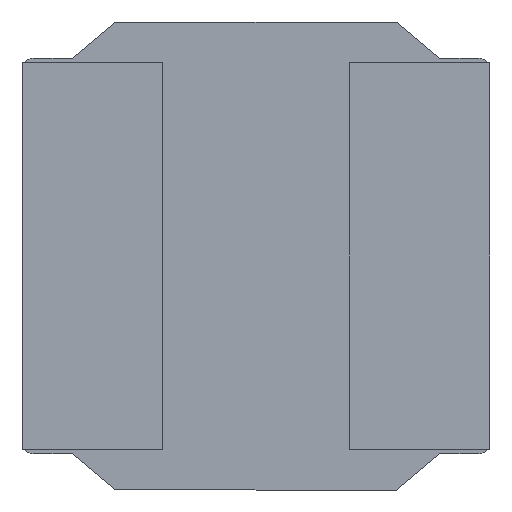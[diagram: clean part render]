
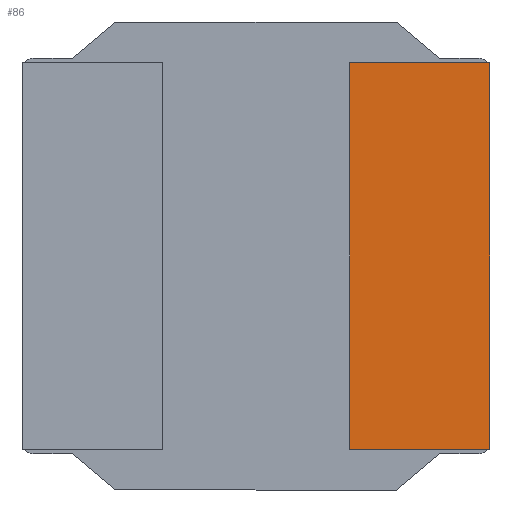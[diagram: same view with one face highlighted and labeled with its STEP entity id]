
A CAD part, front view. The second image highlights one B-rep face of the part: STEP entity #86.
In plain terms, the highlighted planar face has unit normal (0, -1, 0).
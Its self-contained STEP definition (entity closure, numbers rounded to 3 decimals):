
#3 = EDGE_CURVE ( 'NONE', #1683, #1862, #2820, .T. ) ;
#26 = CARTESIAN_POINT ( 'NONE',  ( 0.888, -0.01, 1.65 ) ) ;
#46 = LINE ( 'NONE', #513, #1710 ) ;
#86 = ADVANCED_FACE ( 'NONE', ( #143 ), #2758, .T. ) ;
#95 = VERTEX_POINT ( 'NONE', #1686 ) ;
#143 = FACE_OUTER_BOUND ( 'NONE', #1404, .T. ) ;
#163 = CARTESIAN_POINT ( 'NONE',  ( 2.088, -0.01, 1.65 ) ) ;
#330 = CARTESIAN_POINT ( 'NONE',  ( 0., -0.01, 0. ) ) ;
#453 = AXIS2_PLACEMENT_3D ( 'NONE', #330, #2576, #1486 ) ;
#513 = CARTESIAN_POINT ( 'NONE',  ( 2.088, -0.01, -1.65 ) ) ;
#553 = CARTESIAN_POINT ( 'NONE',  ( 2.088, -0.01, -1.65 ) ) ;
#707 = CARTESIAN_POINT ( 'NONE',  ( 0.888, -0.01, -1.65 ) ) ;
#722 = DIRECTION ( 'NONE',  ( 0., 0., -1. ) ) ;
#1286 = DIRECTION ( 'NONE',  ( -1., 0., 0. ) ) ;
#1336 = VECTOR ( 'NONE', #1434, 1000. ) ;
#1357 = LINE ( 'NONE', #707, #1469 ) ;
#1375 = ORIENTED_EDGE ( 'NONE', *, *, #1549, .T. ) ;
#1384 = CARTESIAN_POINT ( 'NONE',  ( 2.088, -0.01, -1.65 ) ) ;
#1404 = EDGE_LOOP ( 'NONE', ( #1375, #2668, #2180, #2551 ) ) ;
#1434 = DIRECTION ( 'NONE',  ( 0., 0., 1. ) ) ;
#1457 = VERTEX_POINT ( 'NONE', #1384 ) ;
#1469 = VECTOR ( 'NONE', #722, 1000. ) ;
#1486 = DIRECTION ( 'NONE',  ( 0., 0., -1. ) ) ;
#1549 = EDGE_CURVE ( 'NONE', #1457, #1683, #2538, .T. ) ;
#1683 = VERTEX_POINT ( 'NONE', #163 ) ;
#1686 = CARTESIAN_POINT ( 'NONE',  ( 0.888, -0.01, -1.65 ) ) ;
#1710 = VECTOR ( 'NONE', #2680, 1000. ) ;
#1712 = CARTESIAN_POINT ( 'NONE',  ( 2.088, -0.01, 1.65 ) ) ;
#1739 = VECTOR ( 'NONE', #1286, 1000. ) ;
#1862 = VERTEX_POINT ( 'NONE', #26 ) ;
#1905 = EDGE_CURVE ( 'NONE', #1862, #95, #1357, .T. ) ;
#2180 = ORIENTED_EDGE ( 'NONE', *, *, #1905, .T. ) ;
#2538 = LINE ( 'NONE', #553, #1336 ) ;
#2551 = ORIENTED_EDGE ( 'NONE', *, *, #2805, .T. ) ;
#2576 = DIRECTION ( 'NONE',  ( 0., -1., 0. ) ) ;
#2668 = ORIENTED_EDGE ( 'NONE', *, *, #3, .T. ) ;
#2680 = DIRECTION ( 'NONE',  ( 1., 0., 0. ) ) ;
#2758 = PLANE ( 'NONE',  #453 ) ;
#2805 = EDGE_CURVE ( 'NONE', #95, #1457, #46, .T. ) ;
#2820 = LINE ( 'NONE', #1712, #1739 ) ;
